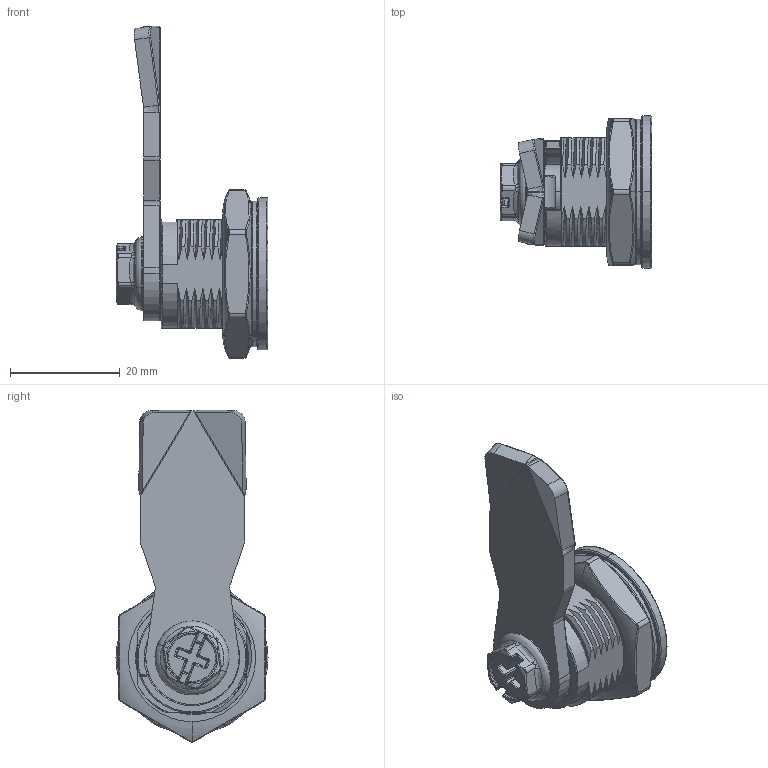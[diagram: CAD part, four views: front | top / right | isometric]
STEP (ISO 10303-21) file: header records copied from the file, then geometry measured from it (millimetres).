
FILE_DESCRIPTION (( 'STEP AP214' ), '1' );
FILE_NAME ('SLS-705-3-SP.STEP', '2018-05-08T09:04:23', ( '' ), ( '' ), 'SwSTEP 2.0', 'SolidWorks 2010', '' );
FILE_SCHEMA (( 'AUTOMOTIVE_DESIGN' ));
Length unit declared in the file: millimetre
Products named in the file (9): 彈簧; 鎖芯; 基座; SLS-705-3-SP; 防水墊片; S1B4500-SUS; 前護蓋; M6螺絲; 六角螺母
Assembly tree (8 placements, depth 2):
  SLS-705-3-SP
    基座
    六角螺母
    M6螺絲
    鎖芯
    S1B4500-SUS
    前護蓋
    彈簧
    防水墊片
Bounding box: 27.6 x 27.7 x 60.49 mm (x, y, z)
Volume: 9333.5 mm3; surface area: 10679 mm2
Topology: 8 solids, 8 shells, 812 faces, 1994 edges, 1180 vertices
Faces by surface type: cylinder 312, bspline 182, torus 158, plane 123, sphere 35, cone 2
Entity records: 38649 total; most frequent: CARTESIAN_POINT 20828, ORIENTED_EDGE 3922, DIRECTION 3380, EDGE_CURVE 1961, AXIS2_PLACEMENT_3D 1401, VERTEX_POINT 1175, EDGE_LOOP 832, ADVANCED_FACE 812
